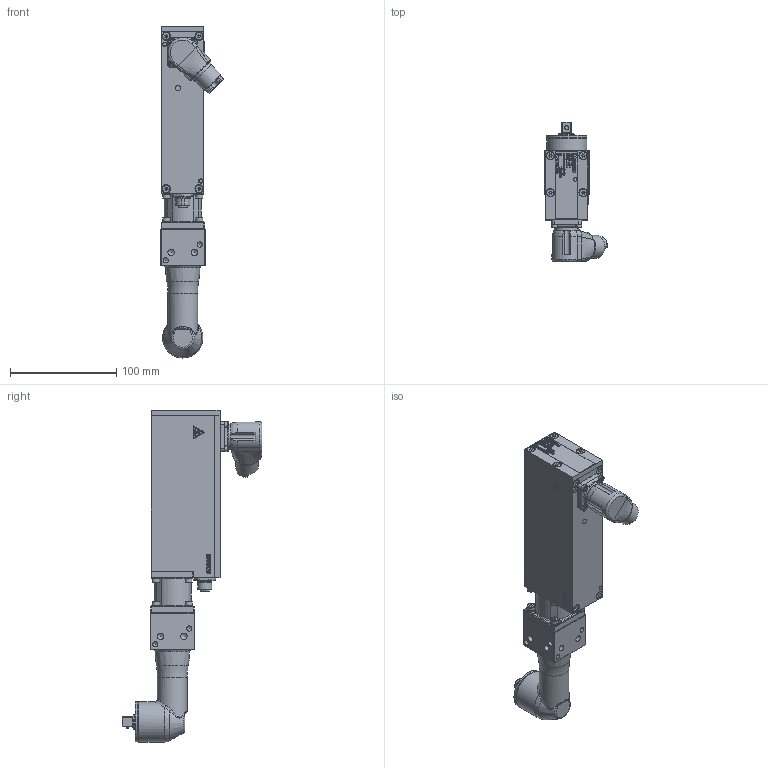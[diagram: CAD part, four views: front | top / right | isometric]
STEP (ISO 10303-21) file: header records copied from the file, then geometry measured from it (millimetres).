
FILE_DESCRIPTION(/* description */ (''),/* implementation_level */ '2;1');
FILE_NAME(/* name */ '50MAD61P3E_IAM_001.iam.step',/* time_stamp */ '2021-07-26T11:20:30+02:00',/* author */ ('cideon'),/* organization */ (''),/* preprocessor_version */ 'ST-DEVELOPER v17.2',/* originating_system */ 'Autodesk Inventor 2019',/* authorisation */ '');
FILE_SCHEMA (('AUTOMOTIVE_DESIGN { 1 0 10303 214 3 1 1 }'));
Products named in the file (1): Bauteil3
Bounding box: 59.41 x 131.66 x 312.9 mm (x, y, z)
Volume: 308699.6 mm3; surface area: 147128.8 mm2
Topology: 1 solids, 78 shells, 3414 faces, 9337 edges, 6148 vertices
Faces by surface type: plane 1814, cylinder 667, bspline 665, cone 203, torus 63, sphere 2
Full cylindrical faces by diameter (mm): 0.9 x8, 1.1 x8, 1.5 x1, 2 x9, 2.4 x1, 2.459 x5, 2.5 x1, 3.23 x1, 3.242 x3, 3.56 x1, 3.6 x1, 3.621 x1, 4 x7, 4.2 x3, 4.917 x8, 5.1 x4, 5.5 x4, 6 x8, 7 x16, 8 x8, 10 x3, 10.005 x1, 10.02 x1, 10.5 x1, 10.92 x4, 11.8 x1, 12 x3, 12.1 x1, 12.2 x1, 13 x1
Entity records: 136339 total; most frequent: CARTESIAN_POINT 49941, ORIENTED_EDGE 18432, DIRECTION 15476, EDGE_CURVE 9293, VERTEX_POINT 6148, AXIS2_PLACEMENT_3D 5160, LINE 5156, VECTOR 5156
